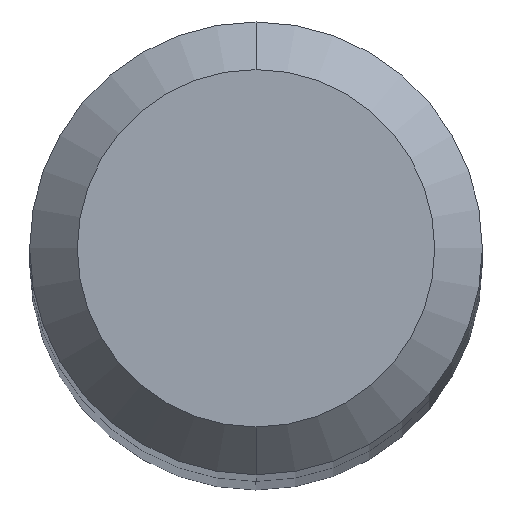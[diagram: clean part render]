
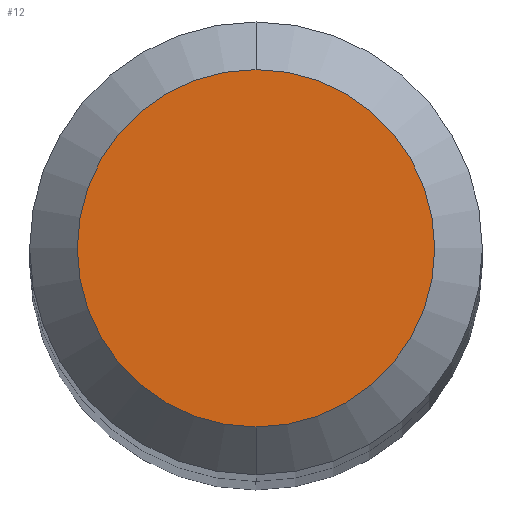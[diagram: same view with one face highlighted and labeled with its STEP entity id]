
A CAD part, top view. The second image highlights one B-rep face of the part: STEP entity #12.
In plain terms, the highlighted planar face has unit normal (0, 0, 1).
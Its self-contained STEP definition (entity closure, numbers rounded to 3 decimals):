
#4 = AXIS2_PLACEMENT_3D ( 'NONE', #192, #151, #328 ) ;
#11 = DIRECTION ( 'NONE',  ( 0., 1., 0. ) ) ;
#12 = ADVANCED_FACE ( 'NONE', ( #173 ), #140, .F. ) ;
#18 = CARTESIAN_POINT ( 'NONE',  ( 0., 0., 75. ) ) ;
#25 = CIRCLE ( 'NONE', #157, 1.5 ) ;
#54 = CIRCLE ( 'NONE', #4, 1.5 ) ;
#66 = EDGE_CURVE ( 'NONE', #195, #267, #54, .T. ) ;
#108 = AXIS2_PLACEMENT_3D ( 'NONE', #18, #299, #120 ) ;
#120 = DIRECTION ( 'NONE',  ( 0., 1., 0. ) ) ;
#140 = PLANE ( 'NONE',  #108 ) ;
#151 = DIRECTION ( 'NONE',  ( 0., 0., -1. ) ) ;
#156 = ORIENTED_EDGE ( 'NONE', *, *, #66, .F. ) ;
#157 = AXIS2_PLACEMENT_3D ( 'NONE', #216, #286, #11 ) ;
#173 = FACE_OUTER_BOUND ( 'NONE', #257, .T. ) ;
#192 = CARTESIAN_POINT ( 'NONE',  ( 0., 0., 75. ) ) ;
#195 = VERTEX_POINT ( 'NONE', #311 ) ;
#196 = ORIENTED_EDGE ( 'NONE', *, *, #212, .F. ) ;
#212 = EDGE_CURVE ( 'NONE', #267, #195, #25, .T. ) ;
#216 = CARTESIAN_POINT ( 'NONE',  ( 0., 0., 75. ) ) ;
#257 = EDGE_LOOP ( 'NONE', ( #156, #196 ) ) ;
#267 = VERTEX_POINT ( 'NONE', #270 ) ;
#270 = CARTESIAN_POINT ( 'NONE',  ( 0., -1.5, 75. ) ) ;
#286 = DIRECTION ( 'NONE',  ( 0., 0., -1. ) ) ;
#299 = DIRECTION ( 'NONE',  ( 0., 0., -1. ) ) ;
#311 = CARTESIAN_POINT ( 'NONE',  ( 0., 1.5, 75. ) ) ;
#328 = DIRECTION ( 'NONE',  ( 0., 1., 0. ) ) ;
